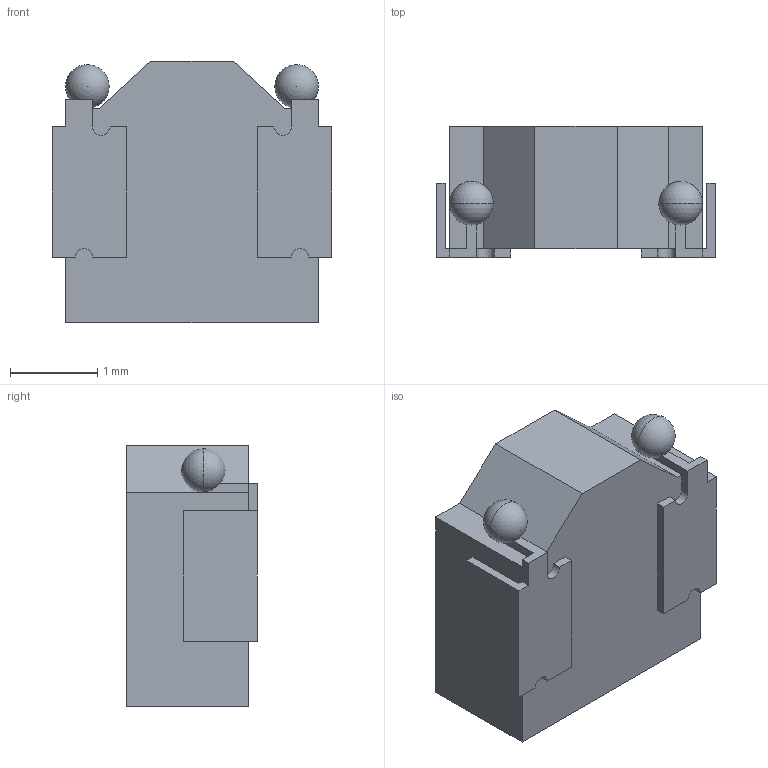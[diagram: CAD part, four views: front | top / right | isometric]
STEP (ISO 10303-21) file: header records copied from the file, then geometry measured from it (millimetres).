
FILE_DESCRIPTION (( 'STEP AP214' ), '1' );
FILE_NAME ('SPM3015T-1R0M.STEP', '2022-03-07T21:59:39', ( '' ), ( '' ), 'SwSTEP 2.0', 'SolidWorks 2017', '' );
FILE_SCHEMA (( 'AUTOMOTIVE_DESIGN' ));
Length unit declared in the file: millimetre
Products named in the file (1): SPM3015T-1R0M
Bounding box: 3.2 x 1.5 x 3 mm (x, y, z)
Volume: 11.8 mm3; surface area: 44.8 mm2
Topology: 5 solids, 5 shells, 54 faces, 144 edges, 96 vertices
Faces by surface type: plane 44, sphere 6, cylinder 4
Entity records: 1666 total; most frequent: CARTESIAN_POINT 279, ORIENTED_EDGE 268, DIRECTION 266, EDGE_CURVE 134, VECTOR 112, LINE 112, VERTEX_POINT 90, AXIS2_PLACEMENT_3D 77
